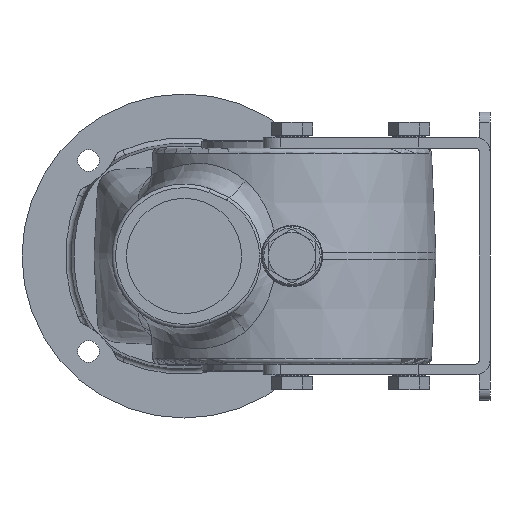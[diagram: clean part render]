
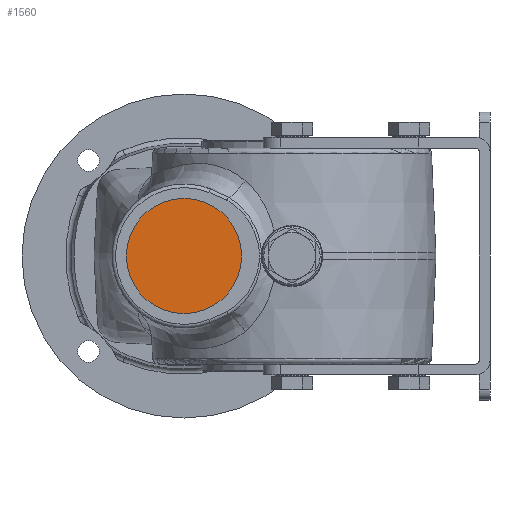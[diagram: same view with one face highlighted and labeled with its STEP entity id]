
A CAD part, left-side view. The second image highlights one B-rep face of the part: STEP entity #1560.
In plain terms, the highlighted planar face has unit normal (-1, 0, 0).
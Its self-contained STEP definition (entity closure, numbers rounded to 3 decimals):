
#1560 = ADVANCED_FACE( '', ( #3338 ), #3339, .F. );
#3338 = FACE_OUTER_BOUND( '', #8705, .T. );
#3339 = PLANE( '', #8706 );
#8705 = EDGE_LOOP( '', ( #12973 ) );
#8706 = AXIS2_PLACEMENT_3D( '', #12974, #12975, #12976 );
#12973 = ORIENTED_EDGE( '', *, *, #13981, .F. );
#12974 = CARTESIAN_POINT( '', ( -40.5, 30., 0. ) );
#12975 = DIRECTION( '', ( 1., 0., 0. ) );
#12976 = DIRECTION( '', ( 0., 1., 0. ) );
#13981 = EDGE_CURVE( '', #16127, #16127, #16128, .T. );
#16127 = VERTEX_POINT( '', #20076 );
#16128 = CIRCLE( '', #20077, 16. );
#20076 = CARTESIAN_POINT( '', ( -40.5, 46., 0. ) );
#20077 = AXIS2_PLACEMENT_3D( '', #23851, #23852, #23853 );
#23851 = CARTESIAN_POINT( '', ( -40.5, 30., 0. ) );
#23852 = DIRECTION( '', ( 1., 0., 0. ) );
#23853 = DIRECTION( '', ( 0., 1., 0. ) );
